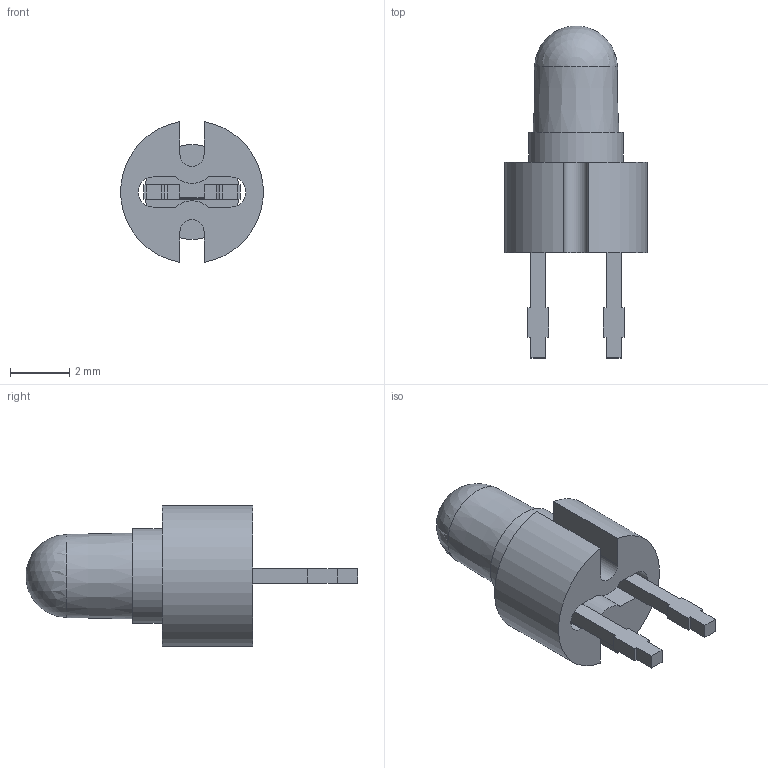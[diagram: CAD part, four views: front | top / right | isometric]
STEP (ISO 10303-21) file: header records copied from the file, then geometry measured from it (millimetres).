
FILE_DESCRIPTION(/* description */ (''),/* implementation_level */ '2;1');
FILE_NAME(/* name */ 'XLUR11D ELM-2-120 Assembly v2.step',/* time_stamp */ '2023-04-15T20:37:39-07:00',/* author */ (''),/* organization */ (''),/* preprocessor_version */ 'ST-DEVELOPER v19.2',/* originating_system */ 'Autodesk Translation Framework v12.4.0.73',/* authorisation */ '');
FILE_SCHEMA (('AUTOMOTIVE_DESIGN { 1 0 10303 214 3 1 1 }'));
Length unit declared in the file: millimetre
Products named in the file (6): XLUR11D ELM-2-120 Assembly; XLUR11D v5; Body; Leads; ELM 2-120; ELM 2
Assembly tree (5 placements, depth 3):
  XLUR11D ELM-2-120 Assembly
    XLUR11D v5
      Body
      Leads
    ELM 2-120
      ELM 2
Bounding box: 4.79 x 11.19 x 4.74 mm (x, y, z)
Volume: 70.6 mm3; surface area: 196.5 mm2
Topology: 4 solids, 4 shells, 232 faces, 621 edges, 414 vertices
Faces by surface type: plane 154, bspline 65, cylinder 11, sphere 1, cone 1
Full cylindrical faces by diameter (mm): 3.2 x1
Entity records: 10658 total; most frequent: CARTESIAN_POINT 5108, ORIENTED_EDGE 1242, DIRECTION 871, EDGE_CURVE 621, LINE 467, VECTOR 467, VERTEX_POINT 414, EDGE_LOOP 251
